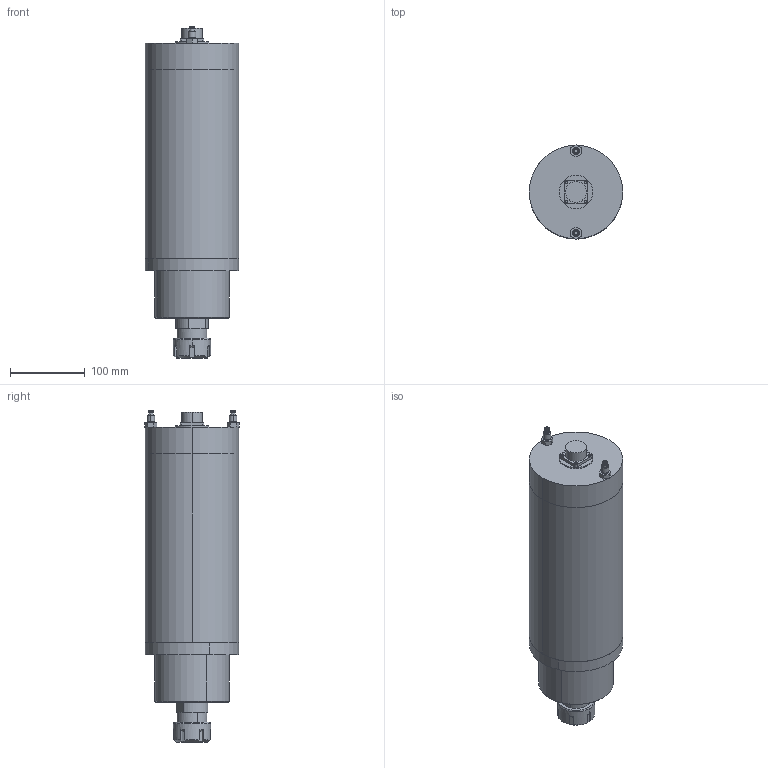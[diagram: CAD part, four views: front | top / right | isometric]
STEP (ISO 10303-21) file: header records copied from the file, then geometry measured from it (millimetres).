
FILE_DESCRIPTION (( 'STEP AP214' ), '1' );
FILE_NAME ('GDK125-9-15Z-5.STEP', '2021-05-07T03:18:00', ( '萇齟' ), ( '' ), 'SwSTEP 2.0', 'SolidWorks 2018', '' );
FILE_SCHEMA (( 'AUTOMOTIVE_DESIGN' ));
Length unit declared in the file: millimetre
Products named in the file (9): 堤盄釱脣芛32x32; GDK125-12-24Z-4.0-8.0堤盄釱; GDK125-9-15Z-5; ER32-12 粟俶芠標; GDK125-9-15Z-5.5-11-6P粣芛; ER32樓綠蹟簽; GDK125-9-15Z-5.5-11-6P粣創釱; GDK125-9-15Z-5.5-11-6P儂褲; 阨郲30.5ㄗM10ㄘ
Assembly tree (9 placements, depth 2):
  GDK125-9-15Z-5
    GDK125-9-15Z-5.5-11-6P儂褲
    GDK125-12-24Z-4.0-8.0堤盄釱
    GDK125-9-15Z-5.5-11-6P粣創釱
    GDK125-9-15Z-5.5-11-6P粣芛
    ER32-12 粟俶芠標
    ER32樓綠蹟簽
    堤盄釱脣芛32x32
    阨郲30.5ㄗM10ㄘ  x2
Bounding box: 125 x 126.17 x 444.5 mm (x, y, z)
Volume: 4314788.8 mm3; surface area: 247479.5 mm2
Topology: 9 solids, 9 shells, 175 faces, 395 edges, 260 vertices
Faces by surface type: cylinder 81, plane 80, cone 14
Entity records: 4733 total; most frequent: CARTESIAN_POINT 810, DIRECTION 787, ORIENTED_EDGE 670, EDGE_CURVE 335, AXIS2_PLACEMENT_3D 321, VERTEX_POINT 220, EDGE_LOOP 179, CIRCLE 162
